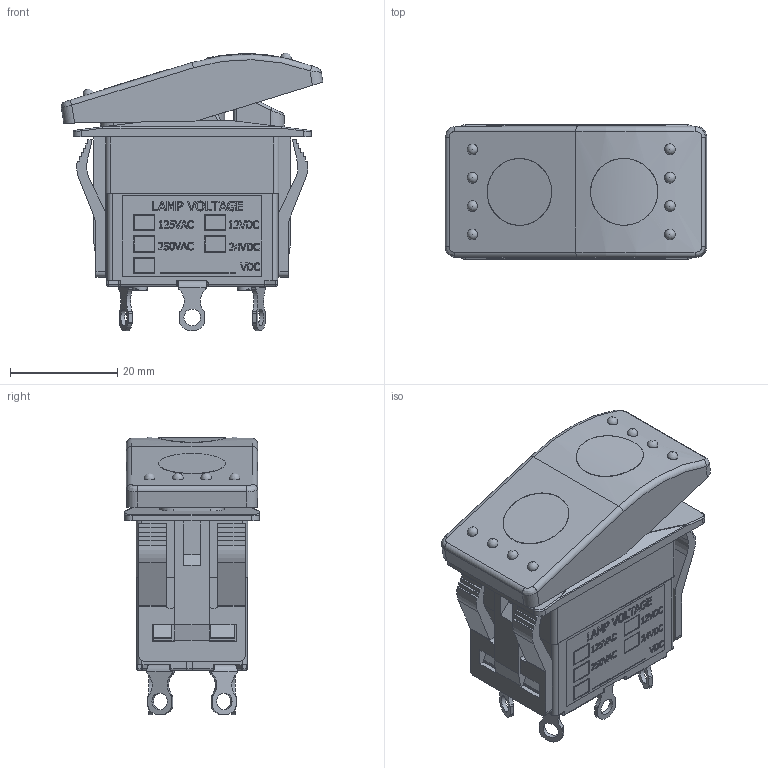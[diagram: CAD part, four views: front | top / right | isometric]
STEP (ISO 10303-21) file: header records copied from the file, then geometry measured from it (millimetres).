
FILE_DESCRIPTION(/* description */ (''),/* implementation_level */ '2;1');
FILE_NAME(/* name */ 'R723SF3-SXXXxx2xxx.stp',/* time_stamp */ '2025-06-02T15:54:46-05:00',/* author */ ('mroman'),/* organization */ (''),/* preprocessor_version */ 'ST-DEVELOPER v18.1',/* originating_system */ 'Autodesk Inventor 2022',/* authorisation */ '');
FILE_SCHEMA (('AUTOMOTIVE_DESIGN { 1 0 10303 214 3 1 1 }'));
Products named in the file (1): R723SF3-SXXXxx2xxx
Bounding box: 48.87 x 25.15 x 51.93 mm (x, y, z)
Volume: 15086.9 mm3; surface area: 17522.5 mm2
Topology: 2 solids, 2 shells, 1713 faces, 4760 edges, 3096 vertices
Faces by surface type: plane 900, cylinder 441, bspline 313, sphere 39, torus 17, cone 3
Full cylindrical faces by diameter (mm): 1 x2, 1.9 x1, 2 x8, 2.8 x6, 3.1 x6, 5 x2, 6.4 x1, 7 x2, 12.5 x2
Entity records: 58231 total; most frequent: CARTESIAN_POINT 15821, ORIENTED_EDGE 9454, DIRECTION 7814, EDGE_CURVE 4727, VERTEX_POINT 3098, LINE 2958, VECTOR 2958, AXIS2_PLACEMENT_3D 2428
